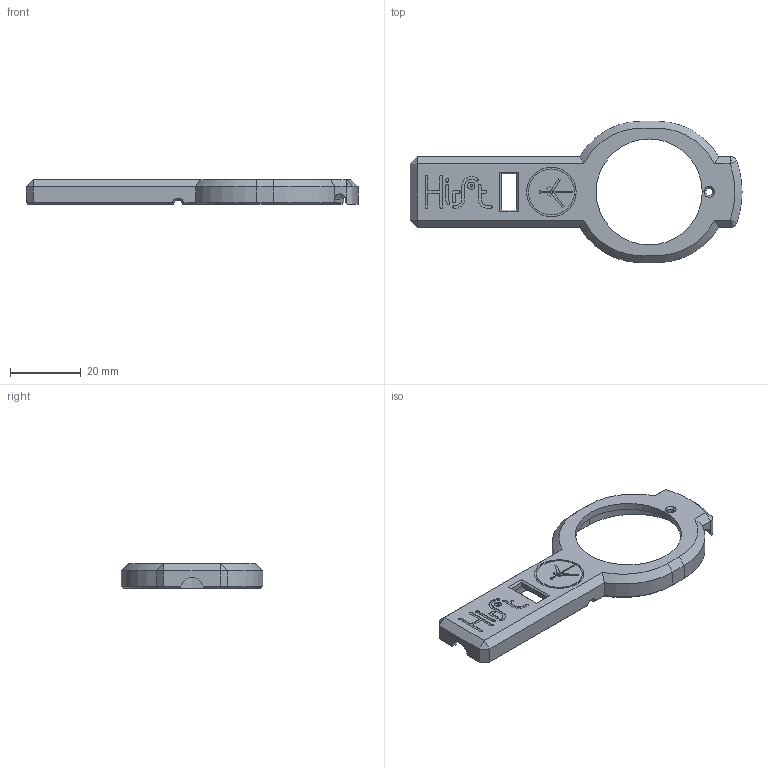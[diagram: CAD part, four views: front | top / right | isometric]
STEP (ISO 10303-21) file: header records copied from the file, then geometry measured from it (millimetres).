
FILE_DESCRIPTION (( 'STEP AP214' ), '1' );
FILE_NAME ('TML_TickTacho_Timergraph_Mic_TopCover v2.1.STEP', '2025-09-04T17:13:03', ( 'koogar' ), ( '' ), 'SwSTEP 2.0', 'SolidWorks 2023', '' );
FILE_SCHEMA (( 'AUTOMOTIVE_DESIGN' ));
Length unit declared in the file: millimetre
Products named in the file (1): TML_TickTacho_Timergraph_Mic_TopCover v2.1
Bounding box: 93.92 x 40 x 7 mm (x, y, z)
Volume: 5532.4 mm3; surface area: 6076.9 mm2
Topology: 1 solids, 1 shells, 214 faces, 543 edges, 343 vertices
Faces by surface type: plane 115, cylinder 74, cone 23, torus 2
Entity records: 6480 total; most frequent: CARTESIAN_POINT 1213, DIRECTION 1113, ORIENTED_EDGE 1082, EDGE_CURVE 541, AXIS2_PLACEMENT_3D 385, VERTEX_POINT 343, LINE 343, VECTOR 343
